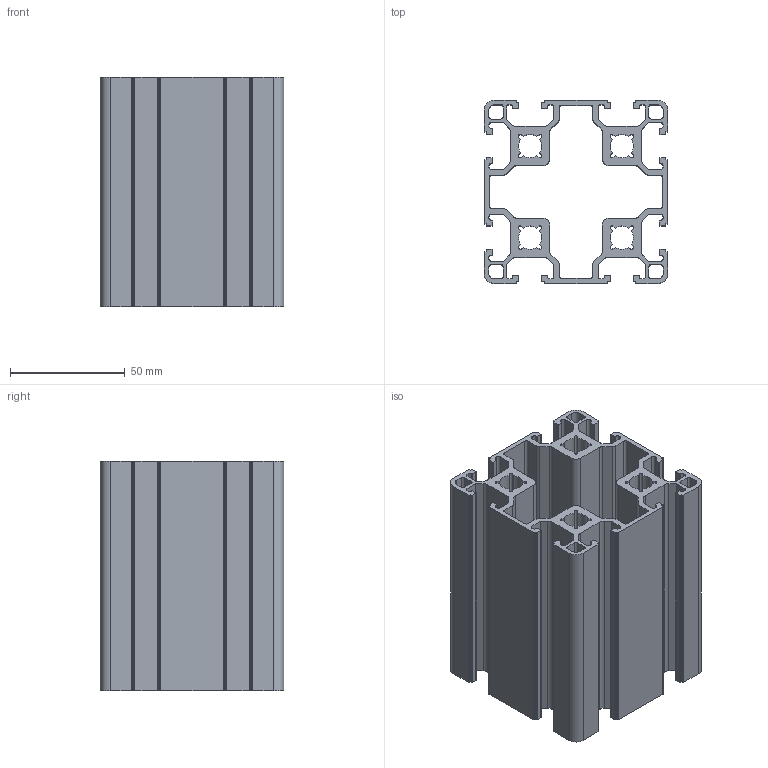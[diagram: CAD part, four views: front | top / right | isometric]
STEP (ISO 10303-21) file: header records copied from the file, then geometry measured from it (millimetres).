
FILE_DESCRIPTION (( 'STEP AP203' ), '1' );
FILE_NAME ('JL-10-8080EB.STEP', '2019-07-24T05:53:29', ( 'User' ), ( 'China' ), 'SwSTEP 2.0', 'SolidWorks 2015', '' );
FILE_SCHEMA (( 'CONFIG_CONTROL_DESIGN' ));
Length unit declared in the file: millimetre
Products named in the file (1): JL-10-8080EB
Bounding box: 80 x 80 x 100 mm (x, y, z)
Volume: 163293.8 mm3; surface area: 123120.9 mm2
Topology: 1 solids, 1 shells, 600 faces, 1767 edges, 1178 vertices
Faces by surface type: plane 352, cylinder 220, bspline 28
Entity records: 21016 total; most frequent: CARTESIAN_POINT 4654, ORIENTED_EDGE 3534, DIRECTION 3297, EDGE_CURVE 1767, LINE 1271, VECTOR 1271, VERTEX_POINT 1178, AXIS2_PLACEMENT_3D 1013
